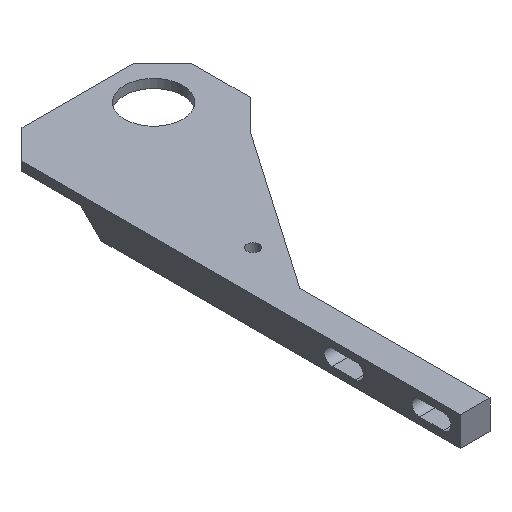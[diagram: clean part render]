
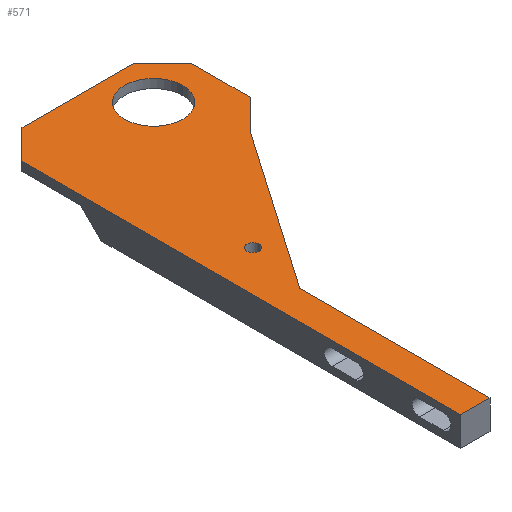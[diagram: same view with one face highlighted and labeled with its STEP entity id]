
A CAD part, isometric view. The second image highlights one B-rep face of the part: STEP entity #571.
In plain terms, the highlighted planar face has unit normal (0, 0, 1).
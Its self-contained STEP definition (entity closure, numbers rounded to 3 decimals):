
#1 = ORIENTED_EDGE ( 'NONE', *, *, #533, .F. ) ;
#16 = EDGE_CURVE ( 'NONE', #396, #231, #47, .T. ) ;
#21 = EDGE_CURVE ( 'NONE', #115, #160, #827, .T. ) ;
#24 = VERTEX_POINT ( 'NONE', #849 ) ;
#31 = AXIS2_PLACEMENT_3D ( 'NONE', #347, #610, #675 ) ;
#47 = LINE ( 'NONE', #178, #711 ) ;
#86 = LINE ( 'NONE', #215, #782 ) ;
#89 = VECTOR ( 'NONE', #509, 1000. ) ;
#98 = VERTEX_POINT ( 'NONE', #265 ) ;
#105 = AXIS2_PLACEMENT_3D ( 'NONE', #863, #441, #651 ) ;
#115 = VERTEX_POINT ( 'NONE', #141 ) ;
#116 = CARTESIAN_POINT ( 'NONE',  ( -28., -15., 5. ) ) ;
#121 = EDGE_CURVE ( 'NONE', #160, #115, #308, .T. ) ;
#134 = AXIS2_PLACEMENT_3D ( 'NONE', #805, #472, #137 ) ;
#137 = DIRECTION ( 'NONE',  ( 1., 0., 0. ) ) ;
#141 = CARTESIAN_POINT ( 'NONE',  ( -21.9, 5., 5. ) ) ;
#148 = FACE_OUTER_BOUND ( 'NONE', #245, .T. ) ;
#160 = VERTEX_POINT ( 'NONE', #575 ) ;
#173 = EDGE_LOOP ( 'NONE', ( #752, #718 ) ) ;
#174 = CARTESIAN_POINT ( 'NONE',  ( 20., 50., 5. ) ) ;
#178 = CARTESIAN_POINT ( 'NONE',  ( -38., 80., 5. ) ) ;
#187 = CARTESIAN_POINT ( 'NONE',  ( 10., 80., 5. ) ) ;
#190 = EDGE_CURVE ( 'NONE', #98, #202, #817, .T. ) ;
#192 = CARTESIAN_POINT ( 'NONE',  ( -38., 70., 5. ) ) ;
#195 = VECTOR ( 'NONE', #369, 1000. ) ;
#196 = AXIS2_PLACEMENT_3D ( 'NONE', #857, #842, #788 ) ;
#202 = VERTEX_POINT ( 'NONE', #770 ) ;
#214 = VERTEX_POINT ( 'NONE', #822 ) ;
#215 = CARTESIAN_POINT ( 'NONE',  ( 10., 40., 5. ) ) ;
#217 = EDGE_LOOP ( 'NONE', ( #1, #362 ) ) ;
#224 = FACE_BOUND ( 'NONE', #217, .T. ) ;
#228 = ORIENTED_EDGE ( 'NONE', *, *, #288, .T. ) ;
#231 = VERTEX_POINT ( 'NONE', #630 ) ;
#235 = VECTOR ( 'NONE', #712, 1000. ) ;
#240 = CARTESIAN_POINT ( 'NONE',  ( 20., -80., 5. ) ) ;
#245 = EDGE_LOOP ( 'NONE', ( #279, #873, #357, #562, #312, #390, #592, #228, #606 ) ) ;
#260 = CARTESIAN_POINT ( 'NONE',  ( 10., 80., 5. ) ) ;
#265 = CARTESIAN_POINT ( 'NONE',  ( -38., 70., 5. ) ) ;
#276 = CARTESIAN_POINT ( 'NONE',  ( 20., 70., 5. ) ) ;
#279 = ORIENTED_EDGE ( 'NONE', *, *, #16, .T. ) ;
#285 = DIRECTION ( 'NONE',  ( -0.568, -0.823, 0. ) ) ;
#288 = EDGE_CURVE ( 'NONE', #381, #487, #774, .T. ) ;
#305 = CIRCLE ( 'NONE', #196, 10. ) ;
#308 = CIRCLE ( 'NONE', #31, 2.1 ) ;
#312 = ORIENTED_EDGE ( 'NONE', *, *, #356, .F. ) ;
#323 = DIRECTION ( 'NONE',  ( -0.707, 0.707, 0. ) ) ;
#324 = CARTESIAN_POINT ( 'NONE',  ( -28., -80., 5. ) ) ;
#335 = LINE ( 'NONE', #192, #739 ) ;
#347 = CARTESIAN_POINT ( 'NONE',  ( -24., 5., 5. ) ) ;
#356 = EDGE_CURVE ( 'NONE', #810, #24, #793, .T. ) ;
#357 = ORIENTED_EDGE ( 'NONE', *, *, #190, .T. ) ;
#362 = ORIENTED_EDGE ( 'NONE', *, *, #795, .F. ) ;
#367 = DIRECTION ( 'NONE',  ( 0., 0., -1. ) ) ;
#369 = DIRECTION ( 'NONE',  ( 0., -1., 0. ) ) ;
#381 = VERTEX_POINT ( 'NONE', #852 ) ;
#390 = ORIENTED_EDGE ( 'NONE', *, *, #652, .F. ) ;
#396 = VERTEX_POINT ( 'NONE', #260 ) ;
#405 = VECTOR ( 'NONE', #450, 1000. ) ;
#441 = DIRECTION ( 'NONE',  ( 0., 0., 1. ) ) ;
#450 = DIRECTION ( 'NONE',  ( 0., 1., 0. ) ) ;
#472 = DIRECTION ( 'NONE',  ( 0., 0., 1. ) ) ;
#474 = AXIS2_PLACEMENT_3D ( 'NONE', #831, #367, #746 ) ;
#487 = VERTEX_POINT ( 'NONE', #276 ) ;
#494 = PLANE ( 'NONE',  #474 ) ;
#509 = DIRECTION ( 'NONE',  ( -0.707, -0.707, 0. ) ) ;
#517 = VERTEX_POINT ( 'NONE', #811 ) ;
#533 = EDGE_CURVE ( 'NONE', #656, #214, #781, .T. ) ;
#556 = CARTESIAN_POINT ( 'NONE',  ( -38., -80., 5. ) ) ;
#562 = ORIENTED_EDGE ( 'NONE', *, *, #745, .T. ) ;
#564 = VECTOR ( 'NONE', #323, 1000. ) ;
#571 = ADVANCED_FACE ( 'NONE', ( #697, #224, #148 ), #494, .F. ) ;
#575 = CARTESIAN_POINT ( 'NONE',  ( -26.1, 5., 5. ) ) ;
#585 = LINE ( 'NONE', #187, #564 ) ;
#592 = ORIENTED_EDGE ( 'NONE', *, *, #756, .F. ) ;
#593 = CARTESIAN_POINT ( 'NONE',  ( -38., -80., 5. ) ) ;
#604 = DIRECTION ( 'NONE',  ( -1., 0., 0. ) ) ;
#606 = ORIENTED_EDGE ( 'NONE', *, *, #730, .T. ) ;
#610 = DIRECTION ( 'NONE',  ( 0., 0., 1. ) ) ;
#625 = CARTESIAN_POINT ( 'NONE',  ( -8., 65., 5. ) ) ;
#630 = CARTESIAN_POINT ( 'NONE',  ( -28., 80., 5. ) ) ;
#651 = DIRECTION ( 'NONE',  ( 1., 0., 0. ) ) ;
#652 = EDGE_CURVE ( 'NONE', #517, #810, #86, .T. ) ;
#656 = VERTEX_POINT ( 'NONE', #625 ) ;
#675 = DIRECTION ( 'NONE',  ( 1., 0., 0. ) ) ;
#697 = FACE_BOUND ( 'NONE', #173, .T. ) ;
#701 = DIRECTION ( 'NONE',  ( 1., 0., 0. ) ) ;
#711 = VECTOR ( 'NONE', #604, 1000. ) ;
#712 = DIRECTION ( 'NONE',  ( 0., -1., 0. ) ) ;
#718 = ORIENTED_EDGE ( 'NONE', *, *, #121, .F. ) ;
#726 = VECTOR ( 'NONE', #701, 1000. ) ;
#730 = EDGE_CURVE ( 'NONE', #487, #396, #585, .T. ) ;
#739 = VECTOR ( 'NONE', #742, 1000. ) ;
#742 = DIRECTION ( 'NONE',  ( -0.707, -0.707, 0. ) ) ;
#745 = EDGE_CURVE ( 'NONE', #202, #24, #769, .T. ) ;
#746 = DIRECTION ( 'NONE',  ( -1., 0., 0. ) ) ;
#752 = ORIENTED_EDGE ( 'NONE', *, *, #21, .F. ) ;
#756 = EDGE_CURVE ( 'NONE', #381, #517, #773, .T. ) ;
#769 = LINE ( 'NONE', #593, #726 ) ;
#770 = CARTESIAN_POINT ( 'NONE',  ( -38., -80., 5. ) ) ;
#773 = LINE ( 'NONE', #174, #89 ) ;
#774 = LINE ( 'NONE', #240, #405 ) ;
#781 = CIRCLE ( 'NONE', #134, 10. ) ;
#782 = VECTOR ( 'NONE', #285, 1000. ) ;
#788 = DIRECTION ( 'NONE',  ( 1., 0., 0. ) ) ;
#793 = LINE ( 'NONE', #324, #235 ) ;
#795 = EDGE_CURVE ( 'NONE', #214, #656, #305, .T. ) ;
#805 = CARTESIAN_POINT ( 'NONE',  ( 2., 65., 5. ) ) ;
#810 = VERTEX_POINT ( 'NONE', #116 ) ;
#811 = CARTESIAN_POINT ( 'NONE',  ( 10., 40., 5. ) ) ;
#817 = LINE ( 'NONE', #556, #195 ) ;
#822 = CARTESIAN_POINT ( 'NONE',  ( 12., 65., 5. ) ) ;
#827 = CIRCLE ( 'NONE', #105, 2.1 ) ;
#831 = CARTESIAN_POINT ( 'NONE',  ( 0., 0., 5. ) ) ;
#842 = DIRECTION ( 'NONE',  ( 0., 0., 1. ) ) ;
#845 = EDGE_CURVE ( 'NONE', #231, #98, #335, .T. ) ;
#849 = CARTESIAN_POINT ( 'NONE',  ( -28., -80., 5. ) ) ;
#852 = CARTESIAN_POINT ( 'NONE',  ( 20., 50., 5. ) ) ;
#857 = CARTESIAN_POINT ( 'NONE',  ( 2., 65., 5. ) ) ;
#863 = CARTESIAN_POINT ( 'NONE',  ( -24., 5., 5. ) ) ;
#873 = ORIENTED_EDGE ( 'NONE', *, *, #845, .T. ) ;
